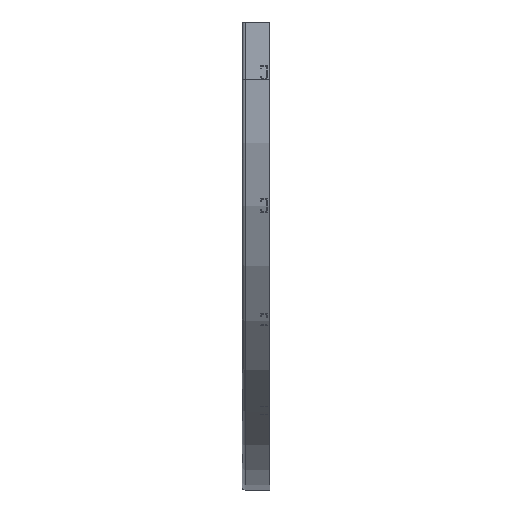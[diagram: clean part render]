
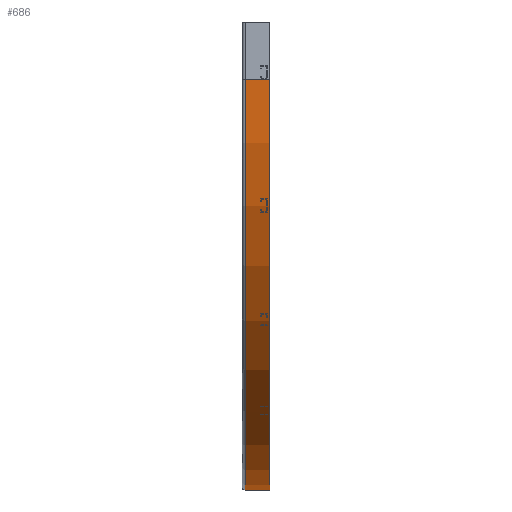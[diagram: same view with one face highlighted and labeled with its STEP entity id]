
A CAD part, left-side view. The second image highlights one B-rep face of the part: STEP entity #686.
In plain terms, the highlighted cylindrical face has radius 900 mm (diameter 1800 mm), a partial arc.
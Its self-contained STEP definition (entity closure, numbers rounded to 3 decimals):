
#284 = AXIS2_PLACEMENT_3D ( 'NONE', #1998, #5489, #2509 ) ;
#564 = AXIS2_PLACEMENT_3D ( 'NONE', #1973, #2332, #1887 ) ;
#686 = ADVANCED_FACE ( 'NONE', ( #5776 ), #1799, .T. ) ;
#809 = ORIENTED_EDGE ( 'NONE', *, *, #5471, .F. ) ;
#1115 = CARTESIAN_POINT ( 'NONE',  ( 0., 0., -125. ) ) ;
#1294 = ORIENTED_EDGE ( 'NONE', *, *, #3021, .T. ) ;
#1532 = LINE ( 'NONE', #3764, #1850 ) ;
#1544 = LINE ( 'NONE', #1115, #5383 ) ;
#1614 = DIRECTION ( 'NONE',  ( 0., 1., 0. ) ) ;
#1735 = EDGE_CURVE ( 'NONE', #3834, #3930, #1532, .T. ) ;
#1767 = ORIENTED_EDGE ( 'NONE', *, *, #4082, .F. ) ;
#1799 = CYLINDRICAL_SURFACE ( 'NONE', #564, 900. ) ;
#1850 = VECTOR ( 'NONE', #5148, 1000. ) ;
#1887 = DIRECTION ( 'NONE',  ( 0., 0., 1. ) ) ;
#1973 = CARTESIAN_POINT ( 'NONE',  ( -900., 0., -125. ) ) ;
#1998 = CARTESIAN_POINT ( 'NONE',  ( -900., 54., -125. ) ) ;
#2004 = CARTESIAN_POINT ( 'NONE',  ( -900., 54., -1025. ) ) ;
#2184 = CARTESIAN_POINT ( 'NONE',  ( -900., 0., -125. ) ) ;
#2206 = CIRCLE ( 'NONE', #6422, 900. ) ;
#2332 = DIRECTION ( 'NONE',  ( 0., 1., 0. ) ) ;
#2417 = CARTESIAN_POINT ( 'NONE',  ( -900., 0., -1025. ) ) ;
#2509 = DIRECTION ( 'NONE',  ( 1., 0., 0. ) ) ;
#2695 = DIRECTION ( 'NONE',  ( 0., 0., 1. ) ) ;
#2712 = CARTESIAN_POINT ( 'NONE',  ( 0., 54., -125. ) ) ;
#2793 = VERTEX_POINT ( 'NONE', #3993 ) ;
#3021 = EDGE_CURVE ( 'NONE', #2793, #3834, #2206, .T. ) ;
#3405 = CIRCLE ( 'NONE', #284, 900. ) ;
#3764 = CARTESIAN_POINT ( 'NONE',  ( -900., 0., -1025. ) ) ;
#3783 = ORIENTED_EDGE ( 'NONE', *, *, #1735, .T. ) ;
#3834 = VERTEX_POINT ( 'NONE', #2417 ) ;
#3930 = VERTEX_POINT ( 'NONE', #2004 ) ;
#3993 = CARTESIAN_POINT ( 'NONE',  ( 0., 0., -125. ) ) ;
#4082 = EDGE_CURVE ( 'NONE', #2793, #5753, #1544, .T. ) ;
#5148 = DIRECTION ( 'NONE',  ( 0., 1., 0. ) ) ;
#5383 = VECTOR ( 'NONE', #1614, 1000. ) ;
#5471 = EDGE_CURVE ( 'NONE', #5753, #3930, #3405, .T. ) ;
#5489 = DIRECTION ( 'NONE',  ( 0., 1., 0. ) ) ;
#5553 = EDGE_LOOP ( 'NONE', ( #809, #1767, #1294, #3783 ) ) ;
#5696 = DIRECTION ( 'NONE',  ( 0., 1., 0. ) ) ;
#5753 = VERTEX_POINT ( 'NONE', #2712 ) ;
#5776 = FACE_OUTER_BOUND ( 'NONE', #5553, .T. ) ;
#6422 = AXIS2_PLACEMENT_3D ( 'NONE', #2184, #5696, #2695 ) ;
